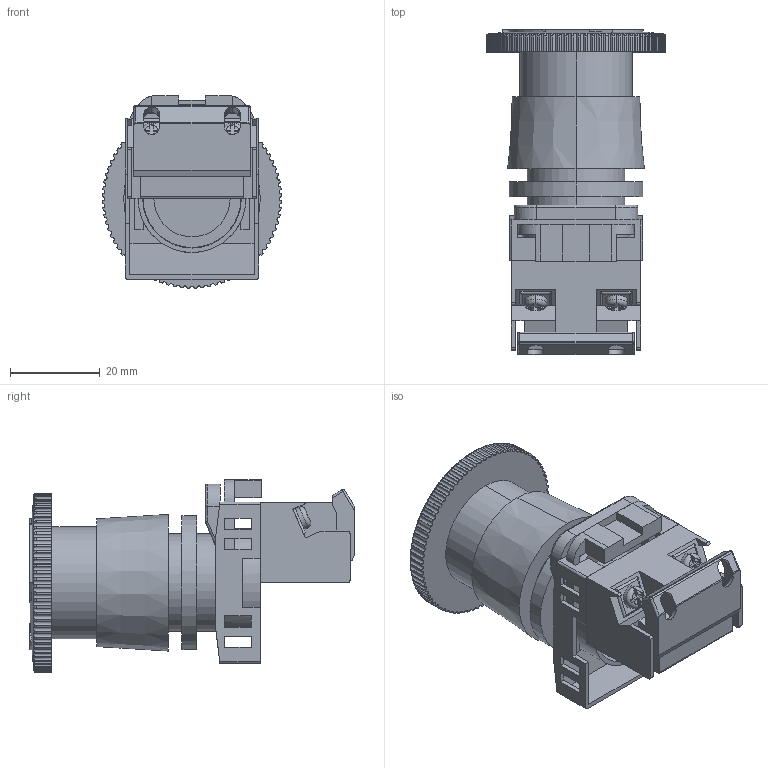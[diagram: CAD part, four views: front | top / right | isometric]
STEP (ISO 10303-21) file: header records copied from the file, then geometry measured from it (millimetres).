
FILE_DESCRIPTION (( 'STEP AP214' ), '1' );
FILE_NAME ('AR22V0R-01R.step', '2017-08-28T20:53:19', ( '' ), ( '' ), 'SwSTEP 2.0', 'SolidWorks 2017', '' );
FILE_SCHEMA (( 'AUTOMOTIVE_DESIGN' ));
Length unit declared in the file: millimetre
Products named in the file (1): AR22V0R-01R
Bounding box: 39.99 x 72.5 x 42.99 mm (x, y, z)
Volume: 36723.6 mm3; surface area: 21716 mm2
Topology: 11 solids, 11 shells, 585 faces, 1659 edges, 1094 vertices
Faces by surface type: cylinder 273, plane 212, torus 86, sphere 7, bspline 5, cone 2
Entity records: 21368 total; most frequent: CARTESIAN_POINT 5843, ORIENTED_EDGE 3314, DIRECTION 2935, EDGE_CURVE 1657, VERTEX_POINT 1094, AXIS2_PLACEMENT_3D 1081, LINE 773, VECTOR 773
